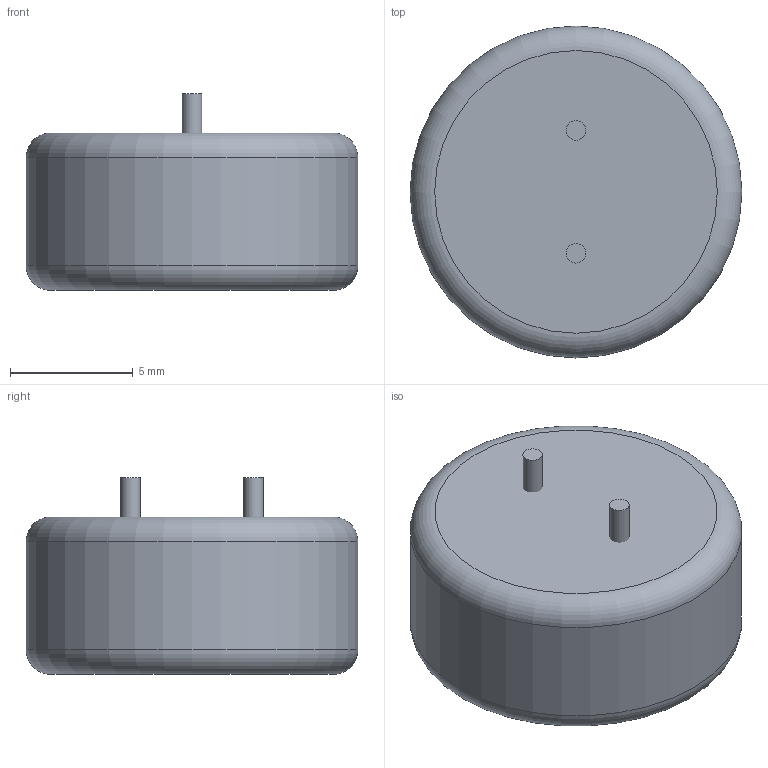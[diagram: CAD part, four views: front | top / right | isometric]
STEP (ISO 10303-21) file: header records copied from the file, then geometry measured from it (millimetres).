
FILE_DESCRIPTION(('FreeCAD Model'),'2;1');
FILE_NAME('CAP1.step', '2015-12-17T16:28:22',('Author'),(''), 'Open CASCADE STEP processor 6.8','FreeCAD','Unknown');
FILE_SCHEMA(('AUTOMOTIVE_DESIGN_CC2 { 1 2 10303 214 -1 1 5 4 }'));
Length unit declared in the file: millimetre
Products named in the file (4): Cyl1; Cyl002; Sketch001; Fillet
Bounding box: 13.5 x 13.5 x 8 mm (x, y, z)
Volume: 900.5 mm3; surface area: 532.5 mm2
Topology: 3 solids, 3 shells, 11 faces, 17 edges, 16 vertices
Faces by surface type: plane 6, cylinder 3, torus 2
Full cylindrical faces by diameter (mm): 0.8 x2, 13.5 x1
Entity records: 494 total; most frequent: CARTESIAN_POINT 75, DIRECTION 73, ORIENTED_EDGE 26, PCURVE 26, DEFINITIONAL_REPRESENTATION 26, LINE 23, VECTOR 23, AXIS2_PLACEMENT_3D 22
